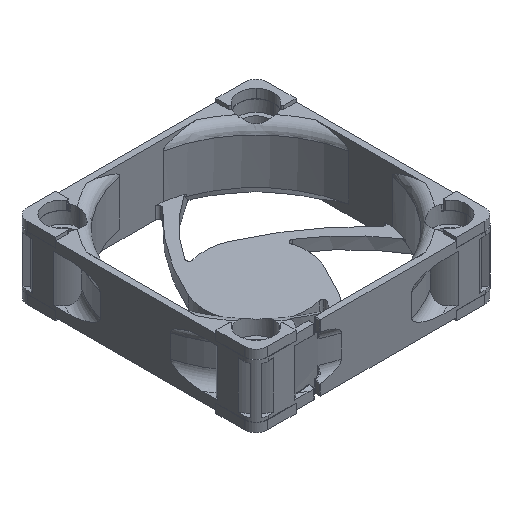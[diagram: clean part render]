
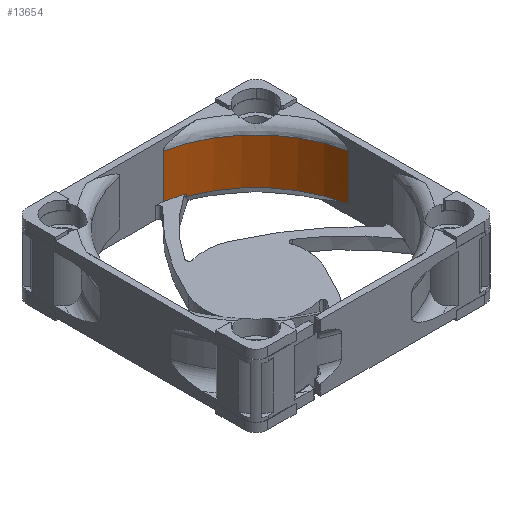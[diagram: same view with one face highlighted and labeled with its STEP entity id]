
A CAD part, isometric view. The second image highlights one B-rep face of the part: STEP entity #13654.
In plain terms, the highlighted cylindrical face has radius 19.367 mm (diameter 38.735 mm), a partial arc.
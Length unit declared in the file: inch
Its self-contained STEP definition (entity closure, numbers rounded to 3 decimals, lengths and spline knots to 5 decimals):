
#110 = CARTESIAN_POINT ( 'NONE',  ( 0.14216, 0.74913, 0.1476 ) ) ;
#727 = VECTOR ( 'NONE', #777, 39.37008 ) ;
#777 = DIRECTION ( 'NONE',  ( 0., 0., -1. ) ) ;
#1229 = CARTESIAN_POINT ( 'NONE',  ( 0.14216, 0.74913, -0.13776 ) ) ;
#2058 = CARTESIAN_POINT ( 'NONE',  ( 0.14216, 0.74913, 0.2165 ) ) ;
#2127 = DIRECTION ( 'NONE',  ( -1., 0., 0. ) ) ;
#2157 = DIRECTION ( 'NONE',  ( -1., 0., 0. ) ) ;
#2444 = AXIS2_PLACEMENT_3D ( 'NONE', #8625, #13336, #13268 ) ;
#2597 = AXIS2_PLACEMENT_3D ( 'NONE', #4697, #11784, #7241 ) ;
#3025 = CARTESIAN_POINT ( 'NONE',  ( 0.26152, 0.71625, 0.2165 ) ) ;
#3124 = EDGE_CURVE ( 'NONE', #3899, #3872, #7981, .T. ) ;
#3140 = FACE_OUTER_BOUND ( 'NONE', #6276, .T. ) ;
#3215 = ORIENTED_EDGE ( 'NONE', *, *, #3998, .T. ) ;
#3872 = VERTEX_POINT ( 'NONE', #1229 ) ;
#3899 = VERTEX_POINT ( 'NONE', #110 ) ;
#3998 = EDGE_CURVE ( 'NONE', #6309, #13609, #9096, .T. ) ;
#4365 = DIRECTION ( 'NONE',  ( 0., 0., -1. ) ) ;
#4531 = ORIENTED_EDGE ( 'NONE', *, *, #12259, .T. ) ;
#4697 = CARTESIAN_POINT ( 'NONE',  ( 0., 0., -0.1515 ) ) ;
#5067 = VERTEX_POINT ( 'NONE', #7172 ) ;
#5328 = EDGE_CURVE ( 'NONE', #5067, #13609, #7625, .T. ) ;
#6033 = ORIENTED_EDGE ( 'NONE', *, *, #11412, .F. ) ;
#6200 = CARTESIAN_POINT ( 'NONE',  ( 0.26152, 0.71625, -0.13776 ) ) ;
#6276 = EDGE_LOOP ( 'NONE', ( #6033, #14054, #3215, #13141, #4531, #6290 ) ) ;
#6290 = ORIENTED_EDGE ( 'NONE', *, *, #3124, .T. ) ;
#6309 = VERTEX_POINT ( 'NONE', #10646 ) ;
#6424 = VECTOR ( 'NONE', #4365, 39.37008 ) ;
#6597 = EDGE_CURVE ( 'NONE', #12092, #6309, #14746, .T. ) ;
#6650 = DIRECTION ( 'NONE',  ( 0., 0., -1. ) ) ;
#6681 = CARTESIAN_POINT ( 'NONE',  ( 0.74913, 0.14216, -0.1515 ) ) ;
#7086 = AXIS2_PLACEMENT_3D ( 'NONE', #13528, #12456, #2127 ) ;
#7172 = CARTESIAN_POINT ( 'NONE',  ( 0.74913, 0.14216, 0.1476 ) ) ;
#7241 = DIRECTION ( 'NONE',  ( -1., 0., 0. ) ) ;
#7625 = LINE ( 'NONE', #12244, #727 ) ;
#7981 = LINE ( 'NONE', #2058, #14900 ) ;
#8330 = AXIS2_PLACEMENT_3D ( 'NONE', #12494, #13337, #2157 ) ;
#8540 = CIRCLE ( 'NONE', #7086, 0.7625 ) ;
#8625 = CARTESIAN_POINT ( 'NONE',  ( 0., 0., -0.13776 ) ) ;
#8945 = CIRCLE ( 'NONE', #2444, 0.7625 ) ;
#9004 = CYLINDRICAL_SURFACE ( 'NONE', #8330, 0.7625 ) ;
#9096 = CIRCLE ( 'NONE', #2597, 0.7625 ) ;
#10646 = CARTESIAN_POINT ( 'NONE',  ( 0.26152, 0.71625, -0.1515 ) ) ;
#11412 = EDGE_CURVE ( 'NONE', #12092, #3872, #8945, .T. ) ;
#11784 = DIRECTION ( 'NONE',  ( 0., 0., -1. ) ) ;
#12092 = VERTEX_POINT ( 'NONE', #6200 ) ;
#12244 = CARTESIAN_POINT ( 'NONE',  ( 0.74913, 0.14216, 0.2165 ) ) ;
#12259 = EDGE_CURVE ( 'NONE', #5067, #3899, #8540, .T. ) ;
#12456 = DIRECTION ( 'NONE',  ( 0., 0., 1. ) ) ;
#12494 = CARTESIAN_POINT ( 'NONE',  ( 0., 0., 0.2165 ) ) ;
#13141 = ORIENTED_EDGE ( 'NONE', *, *, #5328, .F. ) ;
#13268 = DIRECTION ( 'NONE',  ( 1., 0., 0. ) ) ;
#13336 = DIRECTION ( 'NONE',  ( 0., 0., 1. ) ) ;
#13337 = DIRECTION ( 'NONE',  ( 0., 0., -1. ) ) ;
#13528 = CARTESIAN_POINT ( 'NONE',  ( 0., 0., 0.1476 ) ) ;
#13609 = VERTEX_POINT ( 'NONE', #6681 ) ;
#13654 = ADVANCED_FACE ( 'NONE', ( #3140 ), #9004, .F. ) ;
#14054 = ORIENTED_EDGE ( 'NONE', *, *, #6597, .T. ) ;
#14746 = LINE ( 'NONE', #3025, #6424 ) ;
#14900 = VECTOR ( 'NONE', #6650, 39.37008 ) ;
